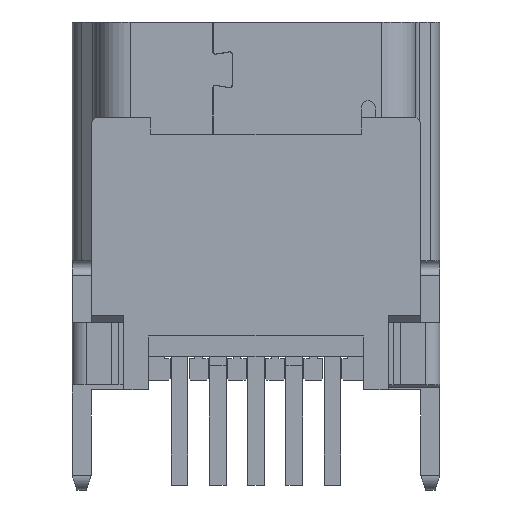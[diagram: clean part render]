
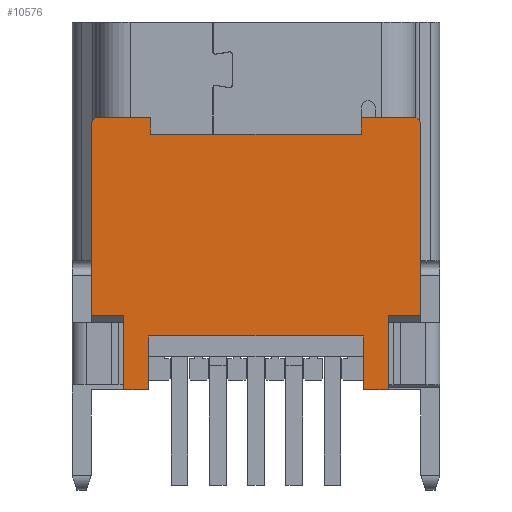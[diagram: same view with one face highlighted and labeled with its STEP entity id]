
A CAD part, front view. The second image highlights one B-rep face of the part: STEP entity #10576.
In plain terms, the highlighted planar face has unit normal (0, -1, 0).
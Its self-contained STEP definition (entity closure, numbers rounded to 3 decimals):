
#2955=DIRECTION('',(0.,0.,-1.));
#2956=VECTOR('',#2955,4.05);
#2957=CARTESIAN_POINT('',(-3.45,-2.3,-2.1));
#2958=LINE('',#2957,#2956);
#2963=DIRECTION('',(-1.,0.,0.));
#2964=VECTOR('',#2963,0.68);
#2965=CARTESIAN_POINT('',(3.45,-2.3,-6.15));
#2966=LINE('',#2965,#2964);
#2967=DIRECTION('',(1.,0.,0.));
#2968=VECTOR('',#2967,0.52);
#2969=CARTESIAN_POINT('',(2.25,-2.3,-7.7));
#2970=LINE('',#2969,#2968);
#2971=DIRECTION('',(0.,0.,-1.));
#2972=VECTOR('',#2971,1.125);
#2973=CARTESIAN_POINT('',(2.25,-2.3,-6.575));
#2974=LINE('',#2973,#2972);
#2975=DIRECTION('',(1.,0.,0.));
#2976=VECTOR('',#2975,4.5);
#2977=CARTESIAN_POINT('',(-2.25,-2.3,-6.575));
#2978=LINE('',#2977,#2976);
#2979=DIRECTION('',(0.,0.,1.));
#2980=VECTOR('',#2979,1.125);
#2981=CARTESIAN_POINT('',(-2.25,-2.3,-7.7));
#2982=LINE('',#2981,#2980);
#2983=DIRECTION('',(1.,0.,0.));
#2984=VECTOR('',#2983,0.52);
#2985=CARTESIAN_POINT('',(-2.77,-2.3,-7.7));
#2986=LINE('',#2985,#2984);
#2987=DIRECTION('',(-1.,0.,0.));
#2988=VECTOR('',#2987,0.68);
#2989=CARTESIAN_POINT('',(-2.77,-2.3,-6.15));
#2990=LINE('',#2989,#2988);
#2991=DIRECTION('',(0.,0.,-1.));
#2992=VECTOR('',#2991,0.35);
#2993=CARTESIAN_POINT('',(-2.2,-2.3,-2.));
#2994=LINE('',#2993,#2992);
#2995=DIRECTION('',(1.,0.,0.));
#2996=VECTOR('',#2995,4.4);
#2997=CARTESIAN_POINT('',(-2.2,-2.3,-2.35));
#2998=LINE('',#2997,#2996);
#2999=DIRECTION('',(0.,0.,-1.));
#3000=VECTOR('',#2999,0.35);
#3001=CARTESIAN_POINT('',(2.2,-2.3,-2.));
#3002=LINE('',#3001,#3000);
#3003=DIRECTION('',(0.,0.,-1.));
#3004=VECTOR('',#3003,4.05);
#3005=CARTESIAN_POINT('',(3.45,-2.3,-2.1));
#3006=LINE('',#3005,#3004);
#3055=DIRECTION('',(0.707,0.,-0.707));
#3056=VECTOR('',#3055,0.141);
#3057=CARTESIAN_POINT('',(3.35,-2.3,-2.));
#3058=LINE('',#3057,#3056);
#3063=DIRECTION('',(-1.,0.,0.));
#3064=VECTOR('',#3063,1.15);
#3065=CARTESIAN_POINT('',(-2.2,-2.3,-2.));
#3066=LINE('',#3065,#3064);
#3093=DIRECTION('',(-1.,0.,0.));
#3094=VECTOR('',#3093,1.15);
#3095=CARTESIAN_POINT('',(3.35,-2.3,-2.));
#3096=LINE('',#3095,#3094);
#3439=DIRECTION('',(0.,0.,1.));
#3440=VECTOR('',#3439,1.55);
#3441=CARTESIAN_POINT('',(2.77,-2.3,-7.7));
#3442=LINE('',#3441,#3440);
#3684=DIRECTION('',(0.,0.,-1.));
#3685=VECTOR('',#3684,1.55);
#3686=CARTESIAN_POINT('',(-2.77,-2.3,-6.15));
#3687=LINE('',#3686,#3685);
#4635=DIRECTION('',(-0.707,0.,-0.707));
#4636=VECTOR('',#4635,0.141);
#4637=CARTESIAN_POINT('',(-3.35,-2.3,-2.));
#4638=LINE('',#4637,#4636);
#5603=CARTESIAN_POINT('',(-2.77,-2.3,-7.7));
#5604=CARTESIAN_POINT('',(-2.25,-2.3,-7.7));
#5605=VERTEX_POINT('',#5603);
#5606=VERTEX_POINT('',#5604);
#5607=CARTESIAN_POINT('',(-2.25,-2.3,-6.575));
#5608=VERTEX_POINT('',#5607);
#5609=CARTESIAN_POINT('',(2.25,-2.3,-6.575));
#5610=VERTEX_POINT('',#5609);
#5611=CARTESIAN_POINT('',(2.25,-2.3,-7.7));
#5612=VERTEX_POINT('',#5611);
#5613=CARTESIAN_POINT('',(2.77,-2.3,-7.7));
#5614=VERTEX_POINT('',#5613);
#6088=CARTESIAN_POINT('',(3.35,-2.3,-2.));
#6090=VERTEX_POINT('',#6088);
#6092=CARTESIAN_POINT('',(3.45,-2.3,-2.1));
#6094=VERTEX_POINT('',#6092);
#6095=CARTESIAN_POINT('',(-3.35,-2.3,-2.));
#6097=VERTEX_POINT('',#6095);
#6099=CARTESIAN_POINT('',(-3.45,-2.3,-2.1));
#6101=VERTEX_POINT('',#6099);
#6339=CARTESIAN_POINT('',(3.45,-2.3,-6.15));
#6340=CARTESIAN_POINT('',(2.77,-2.3,-6.15));
#6341=VERTEX_POINT('',#6339);
#6342=VERTEX_POINT('',#6340);
#6348=CARTESIAN_POINT('',(-3.45,-2.3,-6.15));
#6350=VERTEX_POINT('',#6348);
#6351=CARTESIAN_POINT('',(-2.77,-2.3,-6.15));
#6352=VERTEX_POINT('',#6351);
#6611=CARTESIAN_POINT('',(-2.2,-2.3,-2.));
#6613=VERTEX_POINT('',#6611);
#6615=CARTESIAN_POINT('',(2.2,-2.3,-2.));
#6617=VERTEX_POINT('',#6615);
#6619=CARTESIAN_POINT('',(-2.2,-2.3,-2.35));
#6620=VERTEX_POINT('',#6619);
#6621=CARTESIAN_POINT('',(2.2,-2.3,-2.35));
#6622=VERTEX_POINT('',#6621);
#10535=CARTESIAN_POINT('',(3.45,-2.3,-2.));
#10536=DIRECTION('',(0.,-1.,0.));
#10537=DIRECTION('',(-1.,0.,0.));
#10538=AXIS2_PLACEMENT_3D('',#10535,#10536,#10537);
#10539=PLANE('',#10538);
#10541=ORIENTED_EDGE('',*,*,#10540,.T.);
#10543=ORIENTED_EDGE('',*,*,#10542,.F.);
#10545=ORIENTED_EDGE('',*,*,#10544,.F.);
#10547=ORIENTED_EDGE('',*,*,#10546,.F.);
#10549=ORIENTED_EDGE('',*,*,#10548,.F.);
#10551=ORIENTED_EDGE('',*,*,#10550,.F.);
#10553=ORIENTED_EDGE('',*,*,#10552,.F.);
#10555=ORIENTED_EDGE('',*,*,#10554,.F.);
#10556=ORIENTED_EDGE('',*,*,#10526,.T.);
#10557=ORIENTED_EDGE('',*,*,#10515,.F.);
#10559=ORIENTED_EDGE('',*,*,#10558,.F.);
#10561=ORIENTED_EDGE('',*,*,#10560,.F.);
#10563=ORIENTED_EDGE('',*,*,#10562,.T.);
#10565=ORIENTED_EDGE('',*,*,#10564,.T.);
#10567=ORIENTED_EDGE('',*,*,#10566,.F.);
#10569=ORIENTED_EDGE('',*,*,#10568,.F.);
#10571=ORIENTED_EDGE('',*,*,#10570,.T.);
#10573=ORIENTED_EDGE('',*,*,#10572,.T.);
#10574=EDGE_LOOP('',(#10541,#10543,#10545,#10547,#10549,#10551,#10553,#10555,
#10556,#10557,#10559,#10561,#10563,#10565,#10567,#10569,#10571,#10573));
#10575=FACE_OUTER_BOUND('',#10574,.F.);
#10576=ADVANCED_FACE('',(#10575),#10539,.T.);
#10515=EDGE_CURVE('',#6101,#6350,#2958,.T.);
#10526=EDGE_CURVE('',#6352,#6350,#2990,.T.);
#10540=EDGE_CURVE('',#6341,#6342,#2966,.T.);
#10542=EDGE_CURVE('',#5614,#6342,#3442,.T.);
#10544=EDGE_CURVE('',#5612,#5614,#2970,.T.);
#10546=EDGE_CURVE('',#5610,#5612,#2974,.T.);
#10548=EDGE_CURVE('',#5608,#5610,#2978,.T.);
#10550=EDGE_CURVE('',#5606,#5608,#2982,.T.);
#10552=EDGE_CURVE('',#5605,#5606,#2986,.T.);
#10554=EDGE_CURVE('',#6352,#5605,#3687,.T.);
#10558=EDGE_CURVE('',#6097,#6101,#4638,.T.);
#10560=EDGE_CURVE('',#6613,#6097,#3066,.T.);
#10562=EDGE_CURVE('',#6613,#6620,#2994,.T.);
#10564=EDGE_CURVE('',#6620,#6622,#2998,.T.);
#10566=EDGE_CURVE('',#6617,#6622,#3002,.T.);
#10568=EDGE_CURVE('',#6090,#6617,#3096,.T.);
#10570=EDGE_CURVE('',#6090,#6094,#3058,.T.);
#10572=EDGE_CURVE('',#6094,#6341,#3006,.T.);
